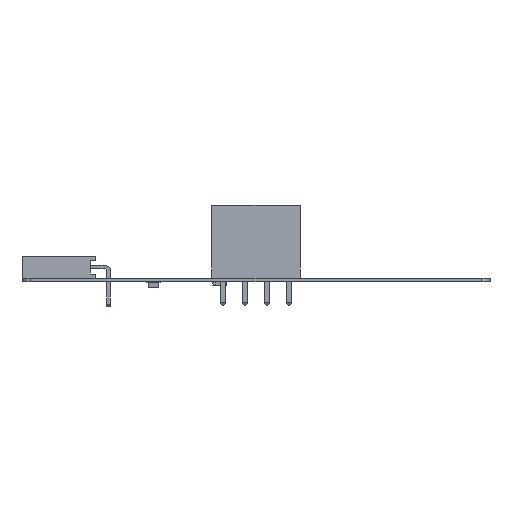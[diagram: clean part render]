
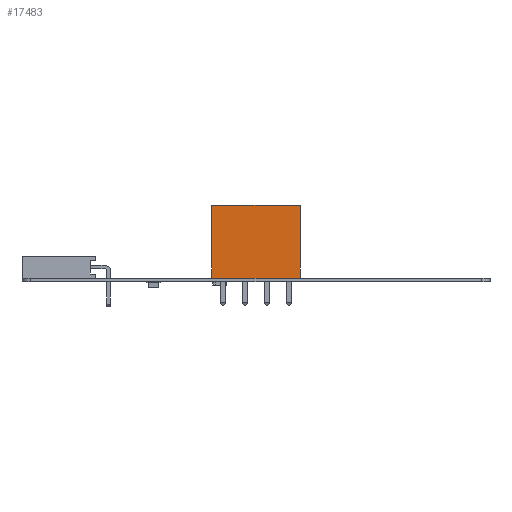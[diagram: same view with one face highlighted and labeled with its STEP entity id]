
A CAD part, front view. The second image highlights one B-rep face of the part: STEP entity #17483.
In plain terms, the highlighted planar face has unit normal (0, -1, 0).
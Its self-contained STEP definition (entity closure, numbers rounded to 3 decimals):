
#17191 = EDGE_CURVE('',#17192,#17194,#17196,.T.);
#17192 = VERTEX_POINT('',#17193);
#17193 = CARTESIAN_POINT('',(8.89,-1.27,8.4));
#17194 = VERTEX_POINT('',#17195);
#17195 = CARTESIAN_POINT('',(8.89,-1.27,0.));
#17196 = LINE('',#17197,#17198);
#17197 = CARTESIAN_POINT('',(8.89,-1.27,0.));
#17198 = VECTOR('',#17199,1.);
#17199 = DIRECTION('',(0.,0.,-1.));
#17288 = EDGE_CURVE('',#17289,#17192,#17291,.T.);
#17289 = VERTEX_POINT('',#17290);
#17290 = CARTESIAN_POINT('',(-1.27,-1.27,8.4));
#17291 = LINE('',#17292,#17293);
#17292 = CARTESIAN_POINT('',(0.,-1.27,8.4));
#17293 = VECTOR('',#17294,1.);
#17294 = DIRECTION('',(1.,0.,0.));
#17441 = VERTEX_POINT('',#17442);
#17442 = CARTESIAN_POINT('',(-1.27,-1.27,0.));
#17448 = EDGE_CURVE('',#17441,#17289,#17449,.T.);
#17449 = LINE('',#17450,#17451);
#17450 = CARTESIAN_POINT('',(-1.27,-1.27,0.));
#17451 = VECTOR('',#17452,1.);
#17452 = DIRECTION('',(0.,0.,1.));
#17483 = ADVANCED_FACE('',(#17484),#17495,.T.);
#17484 = FACE_BOUND('',#17485,.T.);
#17485 = EDGE_LOOP('',(#17486,#17487,#17488,#17494));
#17486 = ORIENTED_EDGE('',*,*,#17288,.F.);
#17487 = ORIENTED_EDGE('',*,*,#17448,.F.);
#17488 = ORIENTED_EDGE('',*,*,#17489,.T.);
#17489 = EDGE_CURVE('',#17441,#17194,#17490,.T.);
#17490 = LINE('',#17491,#17492);
#17491 = CARTESIAN_POINT('',(-1.27,-1.27,0.));
#17492 = VECTOR('',#17493,1.);
#17493 = DIRECTION('',(1.,0.,0.));
#17494 = ORIENTED_EDGE('',*,*,#17191,.F.);
#17495 = PLANE('',#17496);
#17496 = AXIS2_PLACEMENT_3D('',#17497,#17498,#17499);
#17497 = CARTESIAN_POINT('',(-1.27,-1.27,0.));
#17498 = DIRECTION('',(0.,-1.,0.));
#17499 = DIRECTION('',(0.,0.,-1.));
